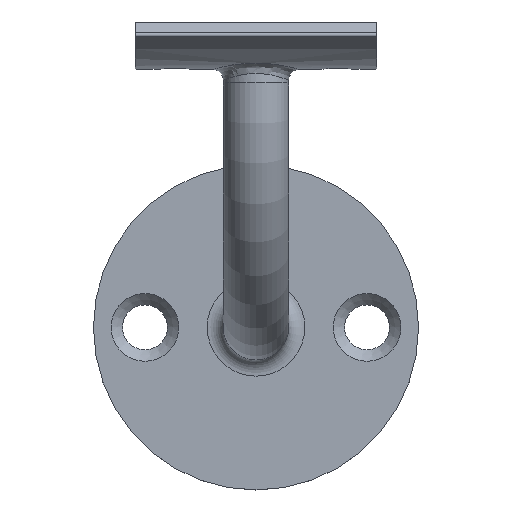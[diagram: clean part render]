
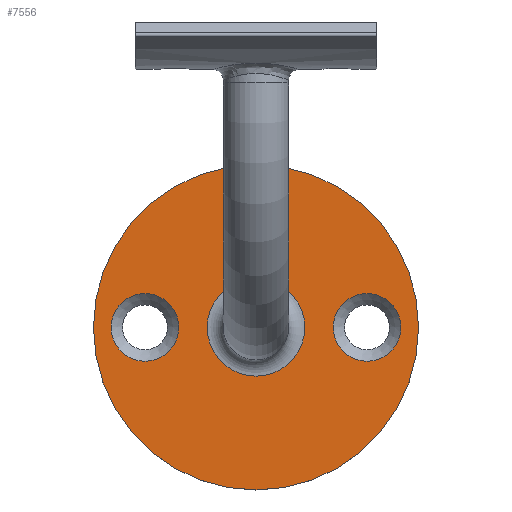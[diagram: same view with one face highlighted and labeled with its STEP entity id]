
A CAD part, top view. The second image highlights one B-rep face of the part: STEP entity #7556.
In plain terms, the highlighted planar face has unit normal (0, 0, 1).
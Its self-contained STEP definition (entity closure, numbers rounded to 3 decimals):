
#179 = EDGE_CURVE ( 'NONE', #10408, #10408, #10815, .T. ) ;
#389 = CARTESIAN_POINT ( 'NONE',  ( 20.5, 0., 5. ) ) ;
#703 = EDGE_LOOP ( 'NONE', ( #8793 ) ) ;
#772 = DIRECTION ( 'NONE',  ( 1., 0., 0. ) ) ;
#829 = EDGE_LOOP ( 'NONE', ( #10383 ) ) ;
#1239 = CARTESIAN_POINT ( 'NONE',  ( 30., 0., 5. ) ) ;
#1444 = EDGE_CURVE ( 'NONE', #2825, #2825, #9329, .T. ) ;
#1485 = DIRECTION ( 'NONE',  ( 1., 0., 0. ) ) ;
#1787 = EDGE_CURVE ( 'NONE', #7249, #7249, #9692, .T. ) ;
#1928 = DIRECTION ( 'NONE',  ( 1., 0., 0. ) ) ;
#2259 = CARTESIAN_POINT ( 'NONE',  ( 0., 0., 5. ) ) ;
#2363 = DIRECTION ( 'NONE',  ( 0., 0., -1. ) ) ;
#2671 = AXIS2_PLACEMENT_3D ( 'NONE', #3444, #2363, #11715 ) ;
#2825 = VERTEX_POINT ( 'NONE', #10520 ) ;
#3249 = ORIENTED_EDGE ( 'NONE', *, *, #179, .T. ) ;
#3436 = AXIS2_PLACEMENT_3D ( 'NONE', #9065, #12682, #772 ) ;
#3443 = DIRECTION ( 'NONE',  ( 0., 0., 1. ) ) ;
#3444 = CARTESIAN_POINT ( 'NONE',  ( 0., 0., 5. ) ) ;
#3589 = CARTESIAN_POINT ( 'NONE',  ( 9., 0., 5. ) ) ;
#4231 = EDGE_LOOP ( 'NONE', ( #3249 ) ) ;
#4440 = FACE_OUTER_BOUND ( 'NONE', #9735, .T. ) ;
#4578 = PLANE ( 'NONE',  #12543 ) ;
#5215 = VERTEX_POINT ( 'NONE', #1239 ) ;
#5474 = ORIENTED_EDGE ( 'NONE', *, *, #9745, .T. ) ;
#5734 = AXIS2_PLACEMENT_3D ( 'NONE', #389, #6241, #1485 ) ;
#6241 = DIRECTION ( 'NONE',  ( 0., 0., 1. ) ) ;
#7249 = VERTEX_POINT ( 'NONE', #15275 ) ;
#7397 = FACE_BOUND ( 'NONE', #829, .T. ) ;
#7556 = ADVANCED_FACE ( 'NONE', ( #11463, #7577, #7397, #4440 ), #4578, .T. ) ;
#7577 = FACE_BOUND ( 'NONE', #703, .T. ) ;
#7906 = CIRCLE ( 'NONE', #3436, 30. ) ;
#8032 = DIRECTION ( 'NONE',  ( 1., 0., 0. ) ) ;
#8793 = ORIENTED_EDGE ( 'NONE', *, *, #1444, .F. ) ;
#9023 = DIRECTION ( 'NONE',  ( 0., 0., 1. ) ) ;
#9065 = CARTESIAN_POINT ( 'NONE',  ( 0., 0., 5. ) ) ;
#9329 = CIRCLE ( 'NONE', #11305, 6.25 ) ;
#9692 = CIRCLE ( 'NONE', #5734, 6.25 ) ;
#9735 = EDGE_LOOP ( 'NONE', ( #5474 ) ) ;
#9745 = EDGE_CURVE ( 'NONE', #5215, #5215, #7906, .T. ) ;
#10383 = ORIENTED_EDGE ( 'NONE', *, *, #1787, .F. ) ;
#10408 = VERTEX_POINT ( 'NONE', #3589 ) ;
#10520 = CARTESIAN_POINT ( 'NONE',  ( -14.25, 0., 5. ) ) ;
#10815 = CIRCLE ( 'NONE', #2671, 9. ) ;
#11305 = AXIS2_PLACEMENT_3D ( 'NONE', #13526, #9023, #1928 ) ;
#11463 = FACE_BOUND ( 'NONE', #4231, .T. ) ;
#11715 = DIRECTION ( 'NONE',  ( 1., 0., 0. ) ) ;
#12543 = AXIS2_PLACEMENT_3D ( 'NONE', #2259, #3443, #8032 ) ;
#12682 = DIRECTION ( 'NONE',  ( 0., 0., 1. ) ) ;
#13526 = CARTESIAN_POINT ( 'NONE',  ( -20.5, 0., 5. ) ) ;
#15275 = CARTESIAN_POINT ( 'NONE',  ( 26.75, 0., 5. ) ) ;
